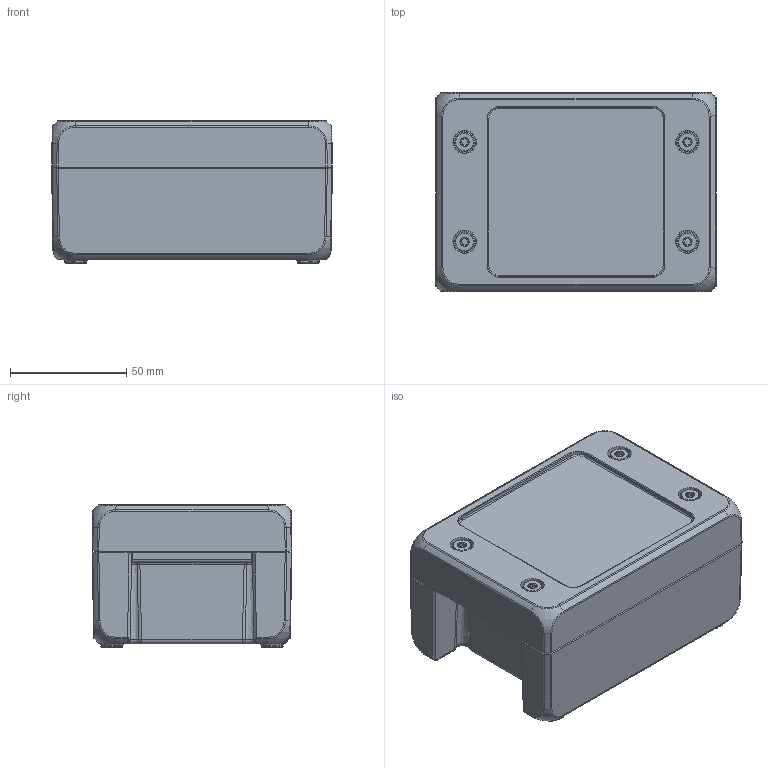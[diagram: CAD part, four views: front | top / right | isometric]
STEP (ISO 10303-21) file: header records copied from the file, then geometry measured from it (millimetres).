
FILE_DESCRIPTION(/* description */ (''),/* implementation_level */ '2;1');
FILE_NAME(/* name */ '2404400_3D.stp',/* time_stamp */ '2023-06-12T14:59:28+02:00',/* author */ ('watermann'),/* organization */ (''),/* preprocessor_version */ 'ST-DEVELOPER v18.1',/* originating_system */ 'Autodesk Inventor 2022',/* authorisation */ '');
FILE_SCHEMA (('AUTOMOTIVE_DESIGN { 1 0 10303 214 3 1 1 }'));
Products named in the file (6): 2404400_3D; 2404400_UT_3D; 2404400_OT_3D; 2404400_DI_3D; SHR Z M5x21x8_3D; DIN 84 - M4 x 7
Assembly tree (9 placements, depth 2):
  2404400_3D
    2404400_UT_3D
    2404400_OT_3D
    2404400_DI_3D
    SHR Z M5x21x8_3D  x4
    DIN 84 - M4 x 7  x2
Bounding box: 121 x 86 x 61.5 mm (x, y, z)
Volume: 185381.4 mm3; surface area: 105822.8 mm2
Topology: 9 solids, 9 shells, 1338 faces, 3100 edges, 1768 vertices
Faces by surface type: cylinder 410, bspline 410, plane 222, cone 150, torus 110, sphere 36
Full cylindrical faces by diameter (mm): 3.242 x16, 3.621 x2, 4 x2, 4.134 x4, 4.4 x4, 5 x4
Entity records: 82293 total; most frequent: CARTESIAN_POINT 55042, ORIENTED_EDGE 5608, DIRECTION 5268, EDGE_CURVE 2804, AXIS2_PLACEMENT_3D 2157, VERTEX_POINT 1616, EDGE_LOOP 1310, FACE_OUTER_BOUND 1237
